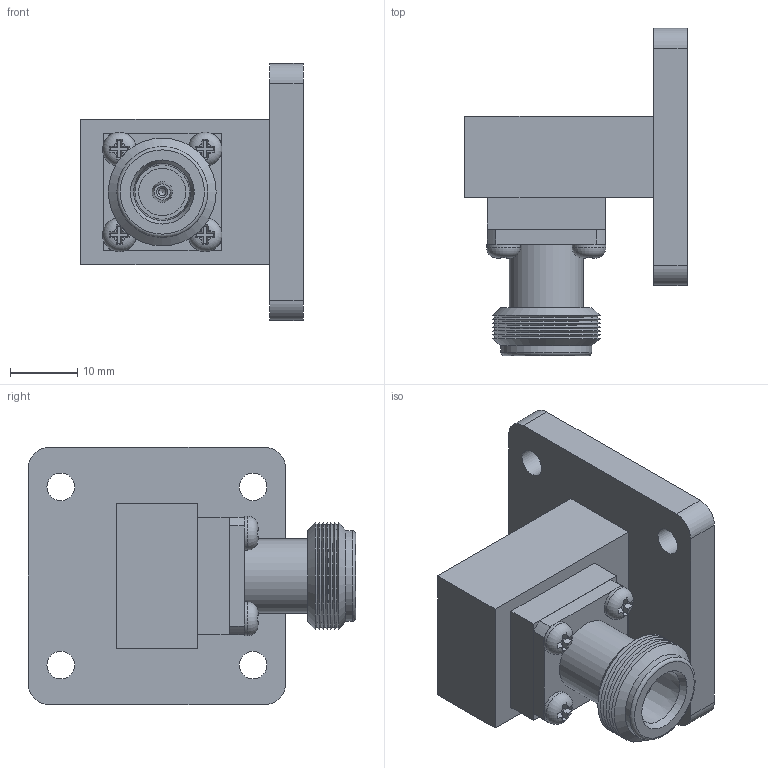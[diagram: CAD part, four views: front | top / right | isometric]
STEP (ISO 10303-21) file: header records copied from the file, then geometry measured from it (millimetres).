
FILE_DESCRIPTION (( 'STEP AP214' ), '1' );
FILE_NAME ('PEWCA1095_3D.STEP', '2020-05-20T14:47:03', ( '' ), ( '' ), 'SwSTEP 2.0', 'SolidWorks 2018', '' );
FILE_SCHEMA (( 'AUTOMOTIVE_DESIGN' ));
Length unit declared in the file: inch
Products named in the file (1): PEWCA1095_3D
Bounding box: 33 x 48.56 x 38.15 mm (x, y, z)
Volume: 12358 mm3; surface area: 9961.7 mm2
Topology: 2 solids, 2 shells, 158 faces, 398 edges, 252 vertices
Faces by surface type: plane 112, cylinder 21, cone 20, torus 5
Full cylindrical faces by diameter (mm): 1.71 x1, 3.04 x1, 4.103 x4, 5.007 x4, 6.999 x1, 10.995 x1, 13.488 x1
Entity records: 4517 total; most frequent: CARTESIAN_POINT 897, DIRECTION 712, ORIENTED_EDGE 702, EDGE_CURVE 351, AXIS2_PLACEMENT_3D 250, VERTEX_POINT 243, EDGE_LOOP 212, LINE 212
